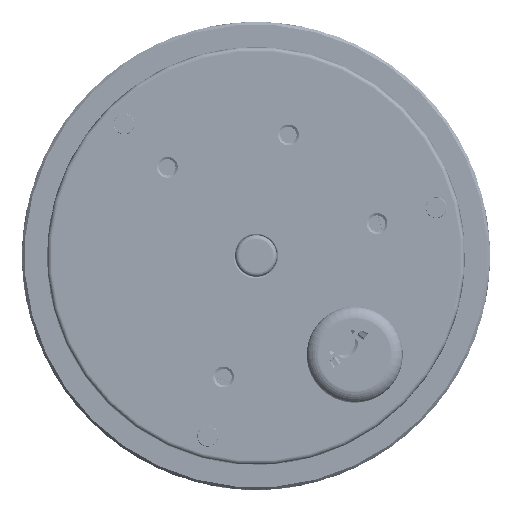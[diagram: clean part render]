
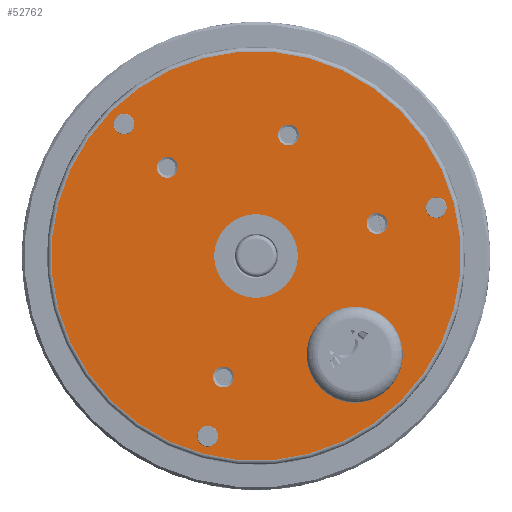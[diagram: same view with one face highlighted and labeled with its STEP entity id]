
A CAD part, left-side view. The second image highlights one B-rep face of the part: STEP entity #52762.
In plain terms, the highlighted face is planar.
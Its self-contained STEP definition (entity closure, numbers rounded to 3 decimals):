
#39622=CARTESIAN_POINT('',(0.,0.,3.));
#39623=DIRECTION('',(0.,0.,1.));
#39624=DIRECTION('',(1.,0.,0.));
#39625=AXIS2_PLACEMENT_3D('',#39622,#39623,#39624);
#39627=CARTESIAN_POINT('',(0.,0.,3.));
#39628=DIRECTION('',(0.,0.,1.));
#39629=DIRECTION('',(-1.,0.,0.));
#39630=AXIS2_PLACEMENT_3D('',#39627,#39628,#39629);
#39632=CARTESIAN_POINT('',(-12.99,-7.5,3.));
#39633=DIRECTION('',(0.,0.,-1.));
#39634=DIRECTION('',(1.,0.,0.));
#39635=AXIS2_PLACEMENT_3D('',#39632,#39633,#39634);
#39637=CARTESIAN_POINT('',(-12.99,-7.5,3.));
#39638=DIRECTION('',(0.,0.,-1.));
#39639=DIRECTION('',(-1.,0.,0.));
#39640=AXIS2_PLACEMENT_3D('',#39637,#39638,#39639);
#39642=CARTESIAN_POINT('',(19.334,11.163,3.));
#39643=DIRECTION('',(0.,0.,-1.));
#39644=DIRECTION('',(-1.,0.,0.));
#39645=AXIS2_PLACEMENT_3D('',#39642,#39643,#39644);
#39647=CARTESIAN_POINT('',(19.334,11.163,3.));
#39648=DIRECTION('',(0.,0.,-1.));
#39649=DIRECTION('',(1.,0.,0.));
#39650=AXIS2_PLACEMENT_3D('',#39647,#39648,#39649);
#39652=CARTESIAN_POINT('',(-12.99,7.5,3.));
#39653=DIRECTION('',(0.,0.,-1.));
#39654=DIRECTION('',(-1.,0.,0.));
#39655=AXIS2_PLACEMENT_3D('',#39652,#39653,#39654);
#39657=CARTESIAN_POINT('',(-12.99,7.5,3.));
#39658=DIRECTION('',(0.,0.,-1.));
#39659=DIRECTION('',(1.,0.,0.));
#39660=AXIS2_PLACEMENT_3D('',#39657,#39658,#39659);
#39662=CARTESIAN_POINT('',(-12.99,7.5,3.));
#39663=DIRECTION('',(0.,0.,-1.));
#39664=DIRECTION('',(0.5,0.866,0.));
#39665=AXIS2_PLACEMENT_3D('',#39662,#39663,#39664);
#39667=CARTESIAN_POINT('',(12.99,7.5,3.));
#39668=DIRECTION('',(0.,0.,-1.));
#39669=DIRECTION('',(1.,0.,0.));
#39670=AXIS2_PLACEMENT_3D('',#39667,#39668,#39669);
#39672=CARTESIAN_POINT('',(12.99,7.5,3.));
#39673=DIRECTION('',(0.,0.,-1.));
#39674=DIRECTION('',(-1.,0.,0.));
#39675=AXIS2_PLACEMENT_3D('',#39672,#39673,#39674);
#39677=CARTESIAN_POINT('',(12.99,7.5,3.));
#39678=DIRECTION('',(0.,0.,-1.));
#39679=DIRECTION('',(0.5,-0.866,0.));
#39680=AXIS2_PLACEMENT_3D('',#39677,#39678,#39679);
#39682=CARTESIAN_POINT('',(0.,-22.325,3.));
#39683=DIRECTION('',(0.,0.,-1.));
#39684=DIRECTION('',(-1.,0.,0.));
#39685=AXIS2_PLACEMENT_3D('',#39682,#39683,#39684);
#39687=CARTESIAN_POINT('',(0.,-22.325,3.));
#39688=DIRECTION('',(0.,0.,-1.));
#39689=DIRECTION('',(1.,0.,0.));
#39690=AXIS2_PLACEMENT_3D('',#39687,#39688,#39689);
#39692=CARTESIAN_POINT('',(-19.334,11.163,3.));
#39693=DIRECTION('',(0.,0.,-1.));
#39694=DIRECTION('',(-1.,0.,0.));
#39695=AXIS2_PLACEMENT_3D('',#39692,#39693,#39694);
#39697=CARTESIAN_POINT('',(-19.334,11.163,3.));
#39698=DIRECTION('',(0.,0.,-1.));
#39699=DIRECTION('',(1.,0.,0.));
#39700=AXIS2_PLACEMENT_3D('',#39697,#39698,#39699);
#39702=CARTESIAN_POINT('',(0.,-15.,3.));
#39703=DIRECTION('',(0.,0.,-1.));
#39704=DIRECTION('',(1.,0.,0.));
#39705=AXIS2_PLACEMENT_3D('',#39702,#39703,#39704);
#39707=CARTESIAN_POINT('',(0.,-15.,3.));
#39708=DIRECTION('',(0.,0.,-1.));
#39709=DIRECTION('',(-1.,0.,0.));
#39710=AXIS2_PLACEMENT_3D('',#39707,#39708,#39709);
#39712=CARTESIAN_POINT('',(0.,16.7,3.));
#39713=DIRECTION('',(0.,0.,-1.));
#39714=DIRECTION('',(1.,0.,0.));
#39715=AXIS2_PLACEMENT_3D('',#39712,#39713,#39714);
#39717=CARTESIAN_POINT('',(0.,16.7,3.));
#39718=DIRECTION('',(0.,0.,-1.));
#39719=DIRECTION('',(-1.,0.,0.));
#39720=AXIS2_PLACEMENT_3D('',#39717,#39718,#39719);
#39722=CARTESIAN_POINT('',(0.,0.,3.));
#39723=DIRECTION('',(0.,0.,-1.));
#39724=DIRECTION('',(-1.,0.,0.));
#39725=AXIS2_PLACEMENT_3D('',#39722,#39723,#39724);
#39727=CARTESIAN_POINT('',(0.,0.,3.));
#39728=DIRECTION('',(0.,0.,-1.));
#39729=DIRECTION('',(1.,0.,0.));
#39730=AXIS2_PLACEMENT_3D('',#39727,#39728,#39729);
#48594=CARTESIAN_POINT('',(-20.584,11.163,3.));
#48596=VERTEX_POINT('',#48594);
#48598=CARTESIAN_POINT('',(-18.084,11.163,3.));
#48599=VERTEX_POINT('',#48598);
#48605=CARTESIAN_POINT('',(-14.24,-7.5,3.));
#48607=VERTEX_POINT('',#48605);
#48630=CARTESIAN_POINT('',(-11.74,-7.5,3.));
#48631=VERTEX_POINT('',#48630);
#48760=CARTESIAN_POINT('',(-24.5,0.,3.));
#48762=VERTEX_POINT('',#48760);
#48772=CARTESIAN_POINT('',(1.25,-22.325,3.));
#48773=CARTESIAN_POINT('',(-1.25,-22.325,3.));
#48774=VERTEX_POINT('',#48772);
#48775=VERTEX_POINT('',#48773);
#48820=CARTESIAN_POINT('',(18.084,11.163,3.));
#48822=VERTEX_POINT('',#48820);
#48824=CARTESIAN_POINT('',(20.584,11.163,3.));
#48826=VERTEX_POINT('',#48824);
#48876=CARTESIAN_POINT('',(5.,0.,3.));
#48877=CARTESIAN_POINT('',(-5.,0.,3.));
#48878=VERTEX_POINT('',#48876);
#48879=VERTEX_POINT('',#48877);
#48896=CARTESIAN_POINT('',(-14.24,7.5,3.));
#48898=VERTEX_POINT('',#48896);
#48947=CARTESIAN_POINT('',(-3.5,16.7,3.));
#48949=VERTEX_POINT('',#48947);
#48978=CARTESIAN_POINT('',(-11.74,7.5,3.));
#48979=VERTEX_POINT('',#48978);
#48985=CARTESIAN_POINT('',(-12.365,8.583,3.));
#48986=VERTEX_POINT('',#48985);
#48991=CARTESIAN_POINT('',(3.5,16.7,3.));
#48992=VERTEX_POINT('',#48991);
#49028=CARTESIAN_POINT('',(13.615,6.417,3.));
#49029=VERTEX_POINT('',#49028);
#49034=CARTESIAN_POINT('',(1.25,-15.,3.));
#49035=CARTESIAN_POINT('',(-1.25,-15.,3.));
#49036=VERTEX_POINT('',#49034);
#49037=VERTEX_POINT('',#49035);
#49091=CARTESIAN_POINT('',(14.24,7.5,3.));
#49092=VERTEX_POINT('',#49091);
#49104=CARTESIAN_POINT('',(11.74,7.5,3.));
#49105=VERTEX_POINT('',#49104);
#49106=CARTESIAN_POINT('',(24.5,0.,3.));
#49107=VERTEX_POINT('',#49106);
#52695=CARTESIAN_POINT('',(0.,0.,3.));
#52696=DIRECTION('',(0.,0.,1.));
#52697=DIRECTION('',(1.,0.,0.));
#52698=AXIS2_PLACEMENT_3D('',#52695,#52696,#52697);
#52699=PLANE('',#52698);
#52701=ORIENTED_EDGE('',*,*,#52700,.F.);
#52703=ORIENTED_EDGE('',*,*,#52702,.F.);
#52704=EDGE_LOOP('',(#52701,#52703));
#52705=FACE_OUTER_BOUND('',#52704,.F.);
#52707=ORIENTED_EDGE('',*,*,#52706,.F.);
#52709=ORIENTED_EDGE('',*,*,#52708,.F.);
#52710=EDGE_LOOP('',(#52707,#52709));
#52711=FACE_BOUND('',#52710,.F.);
#52713=ORIENTED_EDGE('',*,*,#52712,.F.);
#52715=ORIENTED_EDGE('',*,*,#52714,.F.);
#52716=EDGE_LOOP('',(#52713,#52715));
#52717=FACE_BOUND('',#52716,.F.);
#52719=ORIENTED_EDGE('',*,*,#52718,.F.);
#52721=ORIENTED_EDGE('',*,*,#52720,.F.);
#52723=ORIENTED_EDGE('',*,*,#52722,.F.);
#52724=EDGE_LOOP('',(#52719,#52721,#52723));
#52725=FACE_BOUND('',#52724,.F.);
#52727=ORIENTED_EDGE('',*,*,#52726,.F.);
#52729=ORIENTED_EDGE('',*,*,#52728,.F.);
#52731=ORIENTED_EDGE('',*,*,#52730,.F.);
#52732=EDGE_LOOP('',(#52727,#52729,#52731));
#52733=FACE_BOUND('',#52732,.F.);
#52735=ORIENTED_EDGE('',*,*,#52734,.F.);
#52737=ORIENTED_EDGE('',*,*,#52736,.F.);
#52738=EDGE_LOOP('',(#52735,#52737));
#52739=FACE_BOUND('',#52738,.F.);
#52740=ORIENTED_EDGE('',*,*,#52688,.F.);
#52741=ORIENTED_EDGE('',*,*,#52670,.F.);
#52742=EDGE_LOOP('',(#52740,#52741));
#52743=FACE_BOUND('',#52742,.F.);
#52745=ORIENTED_EDGE('',*,*,#52744,.F.);
#52747=ORIENTED_EDGE('',*,*,#52746,.F.);
#52748=EDGE_LOOP('',(#52745,#52747));
#52749=FACE_BOUND('',#52748,.F.);
#52751=ORIENTED_EDGE('',*,*,#52750,.F.);
#52753=ORIENTED_EDGE('',*,*,#52752,.F.);
#52754=EDGE_LOOP('',(#52751,#52753));
#52755=FACE_BOUND('',#52754,.F.);
#52757=ORIENTED_EDGE('',*,*,#52756,.F.);
#52759=ORIENTED_EDGE('',*,*,#52758,.F.);
#52760=EDGE_LOOP('',(#52757,#52759));
#52761=FACE_BOUND('',#52760,.F.);
#39626=CIRCLE('',#39625,24.5);
#39631=CIRCLE('',#39630,24.5);
#39636=CIRCLE('',#39635,1.25);
#39641=CIRCLE('',#39640,1.25);
#39646=CIRCLE('',#39645,1.25);
#39651=CIRCLE('',#39650,1.25);
#39656=CIRCLE('',#39655,1.25);
#39661=CIRCLE('',#39660,1.25);
#39666=CIRCLE('',#39665,1.25);
#39671=CIRCLE('',#39670,1.25);
#39676=CIRCLE('',#39675,1.25);
#39681=CIRCLE('',#39680,1.25);
#39686=CIRCLE('',#39685,1.25);
#39691=CIRCLE('',#39690,1.25);
#39696=CIRCLE('',#39695,1.25);
#39701=CIRCLE('',#39700,1.25);
#39706=CIRCLE('',#39705,1.25);
#39711=CIRCLE('',#39710,1.25);
#39716=CIRCLE('',#39715,3.5);
#39721=CIRCLE('',#39720,3.5);
#39726=CIRCLE('',#39725,5.);
#39731=CIRCLE('',#39730,5.);
#52670=EDGE_CURVE('',#48599,#48596,#39701,.T.);
#52688=EDGE_CURVE('',#48596,#48599,#39696,.T.);
#52700=EDGE_CURVE('',#49107,#48762,#39626,.T.);
#52702=EDGE_CURVE('',#48762,#49107,#39631,.T.);
#52706=EDGE_CURVE('',#48631,#48607,#39636,.T.);
#52708=EDGE_CURVE('',#48607,#48631,#39641,.T.);
#52712=EDGE_CURVE('',#48822,#48826,#39646,.T.);
#52714=EDGE_CURVE('',#48826,#48822,#39651,.T.);
#52718=EDGE_CURVE('',#48898,#48986,#39656,.T.);
#52720=EDGE_CURVE('',#48979,#48898,#39661,.T.);
#52722=EDGE_CURVE('',#48986,#48979,#39666,.T.);
#52726=EDGE_CURVE('',#49092,#49029,#39671,.T.);
#52728=EDGE_CURVE('',#49105,#49092,#39676,.T.);
#52730=EDGE_CURVE('',#49029,#49105,#39681,.T.);
#52734=EDGE_CURVE('',#48775,#48774,#39686,.T.);
#52736=EDGE_CURVE('',#48774,#48775,#39691,.T.);
#52744=EDGE_CURVE('',#49036,#49037,#39706,.T.);
#52746=EDGE_CURVE('',#49037,#49036,#39711,.T.);
#52750=EDGE_CURVE('',#48992,#48949,#39716,.T.);
#52752=EDGE_CURVE('',#48949,#48992,#39721,.T.);
#52756=EDGE_CURVE('',#48879,#48878,#39726,.T.);
#52758=EDGE_CURVE('',#48878,#48879,#39731,.T.);
#52762=ADVANCED_FACE('',(#52705,#52711,#52717,#52725,#52733,#52739,#52743,
#52749,#52755,#52761),#52699,.T.);
